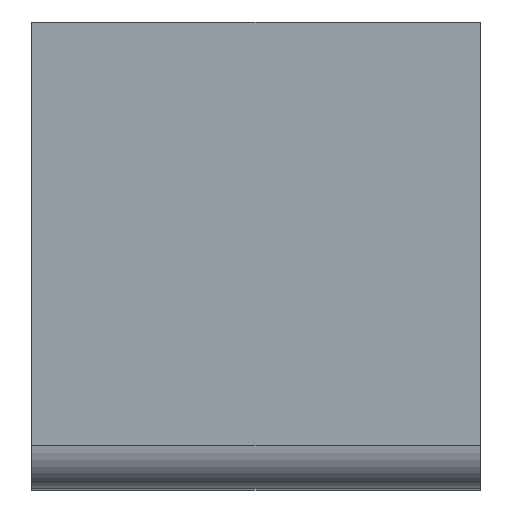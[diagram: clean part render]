
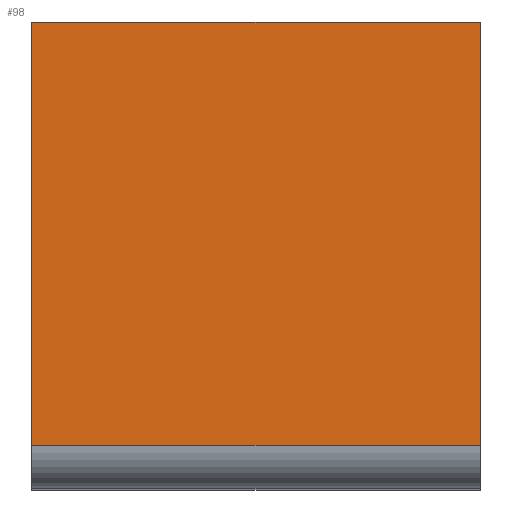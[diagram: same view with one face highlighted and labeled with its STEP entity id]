
A CAD part, top view. The second image highlights one B-rep face of the part: STEP entity #98.
In plain terms, the highlighted planar face has unit normal (0, 0, 1).
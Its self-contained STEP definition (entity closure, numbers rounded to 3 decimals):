
#98=ADVANCED_FACE('',(#238),#240,.T.);
#238=FACE_BOUND('',#239,.T.);
#239=EDGE_LOOP('',(#341,#342,#343,#344));
#240=PLANE('',#241);
#241=AXIS2_PLACEMENT_3D('',#242,#243,#244);
#242=CARTESIAN_POINT('',(0.,-27.802,62.5));
#243=DIRECTION('',(0.,-0.,1.));
#244=DIRECTION('',(0.,1.,0.));
#341=ORIENTED_EDGE('',*,*,#395,.F.);
#342=ORIENTED_EDGE('',*,*,#411,.T.);
#343=ORIENTED_EDGE('',*,*,#412,.F.);
#344=ORIENTED_EDGE('',*,*,#413,.F.);
#395=EDGE_CURVE('',#434,#436,#437,.T.);
#411=EDGE_CURVE('',#434,#464,#466,.T.);
#412=EDGE_CURVE('',#467,#464,#468,.T.);
#413=EDGE_CURVE('',#436,#467,#469,.T.);
#434=VERTEX_POINT('',#500);
#436=VERTEX_POINT('',#505);
#437=LINE('',#506,#507);
#464=VERTEX_POINT('',#568);
#466=LINE('',#573,#574);
#467=VERTEX_POINT('',#576);
#468=LINE('',#577,#578);
#469=LINE('',#580,#581);
#500=CARTESIAN_POINT('',(-2.,-27.802,62.5));
#505=CARTESIAN_POINT('',(-2.,30.698,62.5));
#506=CARTESIAN_POINT('',(-2.,-27.802,62.5));
#507=VECTOR('',#508,1.);
#508=DIRECTION('',(0.,1.,0.));
#568=CARTESIAN_POINT('',(60.,-27.802,62.5));
#573=CARTESIAN_POINT('',(-2.,-27.802,62.5));
#574=VECTOR('',#575,1.);
#575=DIRECTION('',(1.,0.,0.));
#576=CARTESIAN_POINT('',(60.,30.698,62.5));
#577=CARTESIAN_POINT('',(60.,30.698,62.5));
#578=VECTOR('',#579,1.);
#579=DIRECTION('',(0.,-1.,0.));
#580=CARTESIAN_POINT('',(-2.,30.698,62.5));
#581=VECTOR('',#582,1.);
#582=DIRECTION('',(1.,0.,0.));
